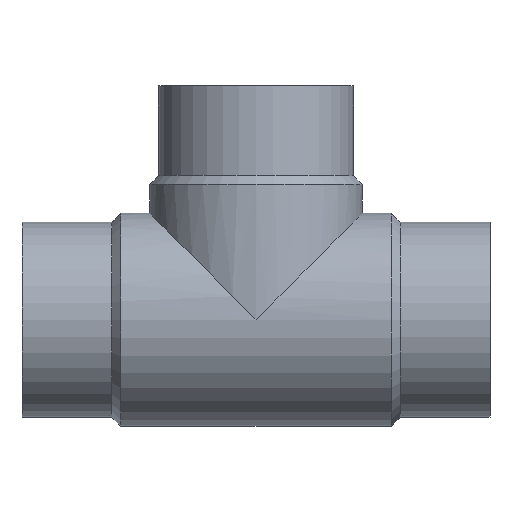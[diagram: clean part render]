
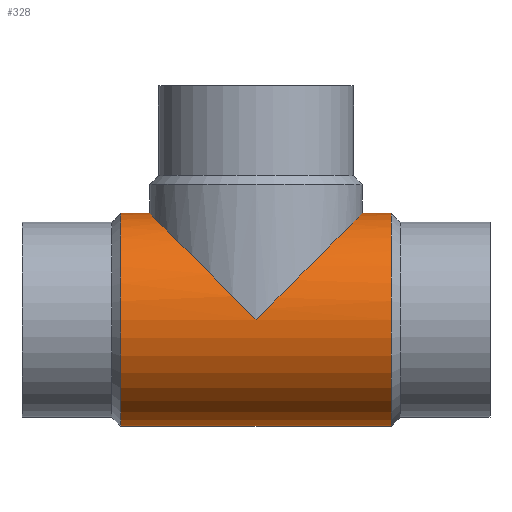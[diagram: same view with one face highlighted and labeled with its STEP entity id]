
A CAD part, top view. The second image highlights one B-rep face of the part: STEP entity #328.
In plain terms, the highlighted cylindrical face has radius 27.3 mm (diameter 54.6 mm), a partial arc.
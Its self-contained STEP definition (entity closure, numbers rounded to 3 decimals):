
#180 = VERTEX_POINT( '', #428 );
#192 = VERTEX_POINT( '', #440 );
#230 = EDGE_CURVE( '', #342, #284, #483, .T. );
#232 = EDGE_CURVE( '', #284, #180, #485, .T. );
#240 = VERTEX_POINT( '', #494 );
#246 = VERTEX_POINT( '', #500 );
#256 = EDGE_CURVE( '', #180, #246, #511, .T. );
#260 = EDGE_CURVE( '', #322, #240, #515, .T. );
#270 = EDGE_CURVE( '', #192, #240, #529, .T. );
#284 = VERTEX_POINT( '', #544 );
#304 = EDGE_CURVE( '', #246, #322, #564, .T. );
#322 = VERTEX_POINT( '', #583 );
#328 = ADVANCED_FACE( '', ( #590 ), #591, .T. );
#330 = EDGE_CURVE( '', #192, #342, #593, .T. );
#342 = VERTEX_POINT( '', #606 );
#428 = CARTESIAN_POINT( '', ( -32.7, 27.3, 0. ) );
#440 = CARTESIAN_POINT( '', ( -94.7, -27.3, 0. ) );
#483 = CIRCLE( '', #765, 27.3 );
#485 = LINE( '', #768, #769 );
#494 = CARTESIAN_POINT( '', ( -94.7, 27.3, 0. ) );
#500 = CARTESIAN_POINT( '', ( -60., 0., 27.3 ) );
#511 = ELLIPSE( '', #806, 38.608, 27.3 );
#515 = LINE( '', #813, #814 );
#529 = CIRCLE( '', #829, 27.3 );
#544 = CARTESIAN_POINT( '', ( -25.3, 27.3, 0. ) );
#564 = ELLIPSE( '', #874, 38.608, 27.3 );
#583 = CARTESIAN_POINT( '', ( -87.3, 27.3, 0. ) );
#590 = FACE_OUTER_BOUND( '', #908, .T. );
#591 = CYLINDRICAL_SURFACE( '', #909, 27.3 );
#593 = LINE( '', #912, #913 );
#606 = CARTESIAN_POINT( '', ( -25.3, -27.3, 0. ) );
#765 = AXIS2_PLACEMENT_3D( '', #1088, #1089, #1090 );
#768 = CARTESIAN_POINT( '', ( -60., 27.3, 0. ) );
#769 = VECTOR( '', #1091, 1. );
#806 = AXIS2_PLACEMENT_3D( '', #1125, #1126, #1127 );
#813 = CARTESIAN_POINT( '', ( -60., 27.3, 0. ) );
#814 = VECTOR( '', #1129, 1. );
#829 = AXIS2_PLACEMENT_3D( '', #1165, #1166, #1167 );
#874 = AXIS2_PLACEMENT_3D( '', #1193, #1194, #1195 );
#908 = EDGE_LOOP( '', ( #1229, #1230, #1231, #1232, #1233, #1234, #1235 ) );
#909 = AXIS2_PLACEMENT_3D( '', #1236, #1237, #1238 );
#912 = CARTESIAN_POINT( '', ( -60., -27.3, 0. ) );
#913 = VECTOR( '', #1239, 1. );
#1088 = CARTESIAN_POINT( '', ( -25.3, 0., 0. ) );
#1089 = DIRECTION( '', ( -1., 0., 0. ) );
#1090 = DIRECTION( '', ( 0., 1., 0. ) );
#1091 = DIRECTION( '', ( -1., 0., 0. ) );
#1125 = CARTESIAN_POINT( '', ( -60., 0., 0. ) );
#1126 = DIRECTION( '', ( 0.707, -0.707, 0. ) );
#1127 = DIRECTION( '', ( 0.707, 0.707, 0. ) );
#1129 = DIRECTION( '', ( -1., 0., 0. ) );
#1165 = CARTESIAN_POINT( '', ( -94.7, 0., 0. ) );
#1166 = DIRECTION( '', ( -1., 0., 0. ) );
#1167 = DIRECTION( '', ( 0., 1., 0. ) );
#1193 = CARTESIAN_POINT( '', ( -60., 0., 0. ) );
#1194 = DIRECTION( '', ( -0.707, -0.707, 0. ) );
#1195 = DIRECTION( '', ( 0.707, -0.707, 0. ) );
#1229 = ORIENTED_EDGE( '', *, *, #232, .T. );
#1230 = ORIENTED_EDGE( '', *, *, #256, .T. );
#1231 = ORIENTED_EDGE( '', *, *, #304, .T. );
#1232 = ORIENTED_EDGE( '', *, *, #260, .T. );
#1233 = ORIENTED_EDGE( '', *, *, #270, .F. );
#1234 = ORIENTED_EDGE( '', *, *, #330, .T. );
#1235 = ORIENTED_EDGE( '', *, *, #230, .T. );
#1236 = CARTESIAN_POINT( '', ( -60., 0., 0. ) );
#1237 = DIRECTION( '', ( 1., 0., 0. ) );
#1238 = DIRECTION( '', ( 0., 1., 0. ) );
#1239 = DIRECTION( '', ( 1., 0., 0. ) );
